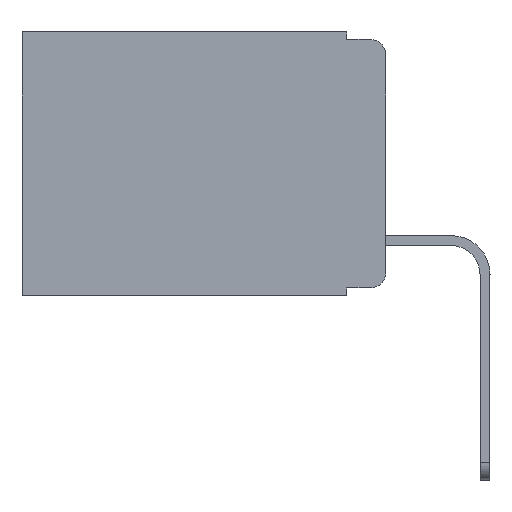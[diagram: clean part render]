
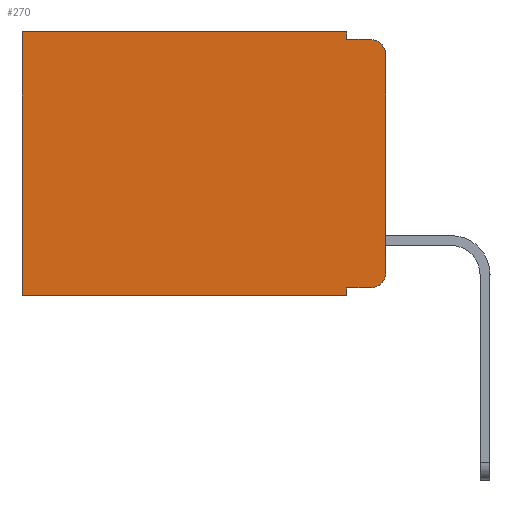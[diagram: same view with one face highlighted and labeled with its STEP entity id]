
A CAD part, left-side view. The second image highlights one B-rep face of the part: STEP entity #270.
In plain terms, the highlighted planar face has unit normal (-1, 0, 0).
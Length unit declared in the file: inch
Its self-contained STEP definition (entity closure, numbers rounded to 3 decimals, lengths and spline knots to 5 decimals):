
#270 = ADVANCED_FACE ( 'NONE', ( #427 ), #2111, .F. ) ;
#337 = EDGE_CURVE ( 'NONE', #11367, #12527, #11103, .T. ) ;
#379 = CARTESIAN_POINT ( 'NONE',  ( 0.298, 0., 0. ) ) ;
#427 = FACE_OUTER_BOUND ( 'NONE', #15193, .T. ) ;
#866 = VERTEX_POINT ( 'NONE', #10232 ) ;
#959 = LINE ( 'NONE', #379, #12047 ) ;
#984 = DIRECTION ( 'NONE',  ( 0., 1., 0. ) ) ;
#1307 = LINE ( 'NONE', #10294, #3938 ) ;
#1380 = ORIENTED_EDGE ( 'NONE', *, *, #14048, .T. ) ;
#1428 = VERTEX_POINT ( 'NONE', #10817 ) ;
#1721 = EDGE_CURVE ( 'NONE', #10621, #2401, #8063, .T. ) ;
#2111 = PLANE ( 'NONE',  #2780 ) ;
#2342 = DIRECTION ( 'NONE',  ( 0., 0., -1. ) ) ;
#2346 = CARTESIAN_POINT ( 'NONE',  ( 0.298, 0.473, 0. ) ) ;
#2348 = AXIS2_PLACEMENT_3D ( 'NONE', #7497, #7374, #2342 ) ;
#2401 = VERTEX_POINT ( 'NONE', #7409 ) ;
#2615 = VERTEX_POINT ( 'NONE', #16675 ) ;
#2662 = DIRECTION ( 'NONE',  ( 0., 0., -1. ) ) ;
#2743 = CARTESIAN_POINT ( 'NONE',  ( 0.298, 0., 0. ) ) ;
#2780 = AXIS2_PLACEMENT_3D ( 'NONE', #2743, #14477, #13156 ) ;
#3253 = EDGE_CURVE ( 'NONE', #16696, #12527, #16678, .T. ) ;
#3339 = EDGE_CURVE ( 'NONE', #11367, #2401, #10991, .T. ) ;
#3682 = EDGE_CURVE ( 'NONE', #1428, #16696, #1307, .T. ) ;
#3821 = DIRECTION ( 'NONE',  ( 0., -1., 0. ) ) ;
#3938 = VECTOR ( 'NONE', #9045, 39.37008 ) ;
#4899 = VERTEX_POINT ( 'NONE', #2346 ) ;
#5067 = AXIS2_PLACEMENT_3D ( 'NONE', #9590, #5571, #14601 ) ;
#5105 = ORIENTED_EDGE ( 'NONE', *, *, #337, .T. ) ;
#5571 = DIRECTION ( 'NONE',  ( -1., 0., 0. ) ) ;
#5585 = ORIENTED_EDGE ( 'NONE', *, *, #3339, .F. ) ;
#5686 = ORIENTED_EDGE ( 'NONE', *, *, #3253, .F. ) ;
#5961 = CARTESIAN_POINT ( 'NONE',  ( 0.298, 0., -0.343 ) ) ;
#6424 = CARTESIAN_POINT ( 'NONE',  ( 0.298, 0., -0.03 ) ) ;
#6527 = ORIENTED_EDGE ( 'NONE', *, *, #3682, .F. ) ;
#7151 = CARTESIAN_POINT ( 'NONE',  ( 0.298, 0.473, 0. ) ) ;
#7374 = DIRECTION ( 'NONE',  ( -1., 0., 0. ) ) ;
#7409 = CARTESIAN_POINT ( 'NONE',  ( 0.298, 0., -0.313 ) ) ;
#7497 = CARTESIAN_POINT ( 'NONE',  ( 0.298, 0.02, -0.313 ) ) ;
#7778 = LINE ( 'NONE', #5961, #13204 ) ;
#8063 = CIRCLE ( 'NONE', #2348, 0.02 ) ;
#8384 = VECTOR ( 'NONE', #14010, 39.37008 ) ;
#8610 = DIRECTION ( 'NONE',  ( 0., 0., -1. ) ) ;
#8612 = CARTESIAN_POINT ( 'NONE',  ( 0.298, 0.051, -0.333 ) ) ;
#8755 = CARTESIAN_POINT ( 'NONE',  ( 0.298, 0.051, -0.01 ) ) ;
#8923 = VECTOR ( 'NONE', #8610, 39.37008 ) ;
#8926 = CARTESIAN_POINT ( 'NONE',  ( 0.298, 0.051, -0.333 ) ) ;
#9045 = DIRECTION ( 'NONE',  ( 0., 0., -1. ) ) ;
#9066 = CARTESIAN_POINT ( 'NONE',  ( 0.298, 0.02, -0.01 ) ) ;
#9117 = ORIENTED_EDGE ( 'NONE', *, *, #10242, .F. ) ;
#9281 = ORIENTED_EDGE ( 'NONE', *, *, #15791, .T. ) ;
#9590 = CARTESIAN_POINT ( 'NONE',  ( 0.298, 0.02, -0.03 ) ) ;
#10232 = CARTESIAN_POINT ( 'NONE',  ( 0.298, 0.473, -0.343 ) ) ;
#10242 = EDGE_CURVE ( 'NONE', #2615, #866, #7778, .T. ) ;
#10294 = CARTESIAN_POINT ( 'NONE',  ( 0.298, 0.051, 0. ) ) ;
#10370 = CARTESIAN_POINT ( 'NONE',  ( 0.298, 0.051, 0. ) ) ;
#10601 = VECTOR ( 'NONE', #3821, 39.37008 ) ;
#10621 = VERTEX_POINT ( 'NONE', #14649 ) ;
#10668 = CARTESIAN_POINT ( 'NONE',  ( 0.298, 0., 0. ) ) ;
#10817 = CARTESIAN_POINT ( 'NONE',  ( 0.298, 0.051, 0. ) ) ;
#10991 = LINE ( 'NONE', #10668, #16080 ) ;
#11094 = ORIENTED_EDGE ( 'NONE', *, *, #1721, .T. ) ;
#11103 = CIRCLE ( 'NONE', #5067, 0.02 ) ;
#11130 = EDGE_CURVE ( 'NONE', #4899, #866, #12156, .T. ) ;
#11210 = LINE ( 'NONE', #8926, #10601 ) ;
#11367 = VERTEX_POINT ( 'NONE', #6424 ) ;
#11659 = VECTOR ( 'NONE', #2662, 39.37008 ) ;
#12047 = VECTOR ( 'NONE', #14598, 39.37008 ) ;
#12156 = LINE ( 'NONE', #7151, #8923 ) ;
#12527 = VERTEX_POINT ( 'NONE', #9066 ) ;
#12667 = LINE ( 'NONE', #10370, #11659 ) ;
#12925 = VERTEX_POINT ( 'NONE', #8612 ) ;
#13150 = DIRECTION ( 'NONE',  ( 0., 0., -1. ) ) ;
#13156 = DIRECTION ( 'NONE',  ( 0., 0., -1. ) ) ;
#13204 = VECTOR ( 'NONE', #984, 39.37008 ) ;
#14010 = DIRECTION ( 'NONE',  ( 0., -1., 0. ) ) ;
#14048 = EDGE_CURVE ( 'NONE', #1428, #4899, #959, .T. ) ;
#14124 = ORIENTED_EDGE ( 'NONE', *, *, #14420, .F. ) ;
#14420 = EDGE_CURVE ( 'NONE', #12925, #2615, #12667, .T. ) ;
#14477 = DIRECTION ( 'NONE',  ( 1., 0., 0. ) ) ;
#14598 = DIRECTION ( 'NONE',  ( 0., 1., 0. ) ) ;
#14601 = DIRECTION ( 'NONE',  ( 0., 0., -1. ) ) ;
#14649 = CARTESIAN_POINT ( 'NONE',  ( 0.298, 0.02, -0.333 ) ) ;
#15193 = EDGE_LOOP ( 'NONE', ( #5585, #5105, #5686, #6527, #1380, #15740, #9117, #14124, #9281, #11094 ) ) ;
#15740 = ORIENTED_EDGE ( 'NONE', *, *, #11130, .T. ) ;
#15791 = EDGE_CURVE ( 'NONE', #12925, #10621, #11210, .T. ) ;
#16080 = VECTOR ( 'NONE', #13150, 39.37008 ) ;
#16288 = CARTESIAN_POINT ( 'NONE',  ( 0.298, 0.051, -0.01 ) ) ;
#16675 = CARTESIAN_POINT ( 'NONE',  ( 0.298, 0.051, -0.343 ) ) ;
#16678 = LINE ( 'NONE', #8755, #8384 ) ;
#16696 = VERTEX_POINT ( 'NONE', #16288 ) ;
